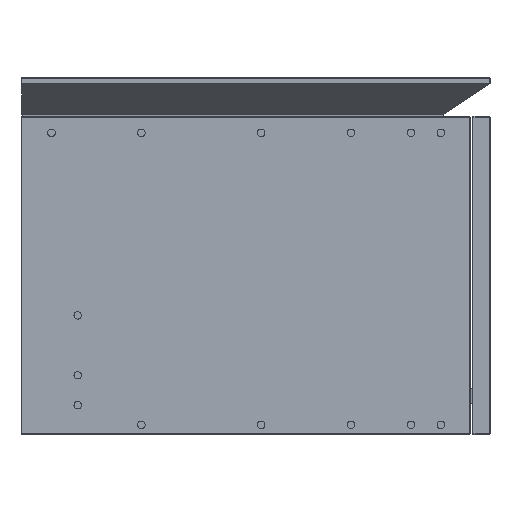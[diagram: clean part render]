
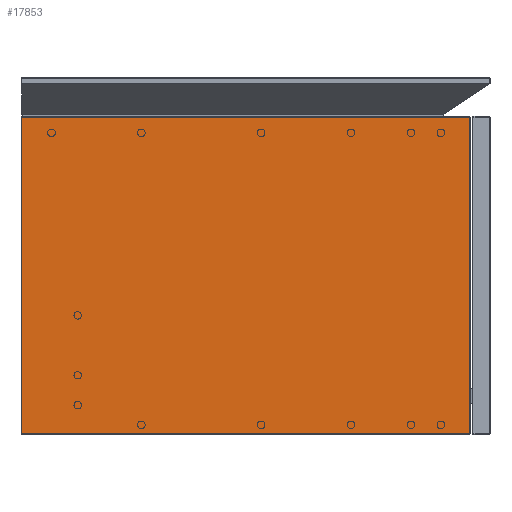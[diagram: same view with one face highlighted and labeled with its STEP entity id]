
A CAD part, left-side view. The second image highlights one B-rep face of the part: STEP entity #17853.
In plain terms, the highlighted planar face has unit normal (-1, 0, 0).
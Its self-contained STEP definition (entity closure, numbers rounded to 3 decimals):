
#17758=CARTESIAN_POINT('',(-5708.881,19821.078,-0.8));
#17759=VERTEX_POINT('',#17758);
#17766=CARTESIAN_POINT('',(-5708.881,19342.878,-0.8));
#17767=VERTEX_POINT('',#17766);
#17768=CARTESIAN_POINT('',(-5708.881,19821.078,-0.8));
#17769=DIRECTION('',(0.0,-1.0,0.0));
#17770=VECTOR('',#17769,478.2);
#17771=LINE('',#17768,#17770);
#17772=EDGE_CURVE('',#17759,#17767,#17771,.T.);
#17789=CARTESIAN_POINT('',(-5708.881,19342.878,-339.2));
#17790=VERTEX_POINT('',#17789);
#17791=CARTESIAN_POINT('',(-5708.881,19342.878,-0.8));
#17792=DIRECTION('',(0.0,0.0,-1.0));
#17793=VECTOR('',#17792,338.4);
#17794=LINE('',#17791,#17793);
#17795=EDGE_CURVE('',#17767,#17790,#17794,.T.);
#17830=CARTESIAN_POINT('',(-5708.881,19581.978,-0.799));
#17831=DIRECTION('',(-1.0,0.0,0.0));
#17832=DIRECTION('',(0.0,0.0,1.0));
#17833=AXIS2_PLACEMENT_3D('',#17830,#17831,#17832);
#17834=PLANE('',#17833);
#17835=ORIENTED_EDGE('',*,*,#17772,.F.);
#17836=CARTESIAN_POINT('',(-5708.881,19821.078,-339.2));
#17837=VERTEX_POINT('',#17836);
#17838=CARTESIAN_POINT('',(-5708.881,19821.078,-339.2));
#17839=DIRECTION('',(0.0,0.0,1.0));
#17840=VECTOR('',#17839,338.4);
#17841=LINE('',#17838,#17840);
#17842=EDGE_CURVE('',#17837,#17759,#17841,.T.);
#17843=ORIENTED_EDGE('',*,*,#17842,.F.);
#17844=CARTESIAN_POINT('',(-5708.881,19342.878,-339.2));
#17845=DIRECTION('',(0.0,1.0,0.0));
#17846=VECTOR('',#17845,478.2);
#17847=LINE('',#17844,#17846);
#17848=EDGE_CURVE('',#17790,#17837,#17847,.T.);
#17849=ORIENTED_EDGE('',*,*,#17848,.F.);
#17850=ORIENTED_EDGE('',*,*,#17795,.F.);
#17851=EDGE_LOOP('',(#17835,#17843,#17849,#17850));
#17852=FACE_OUTER_BOUND('',#17851,.T.);
#17853=ADVANCED_FACE('',(#17852),#17834,.T.);
